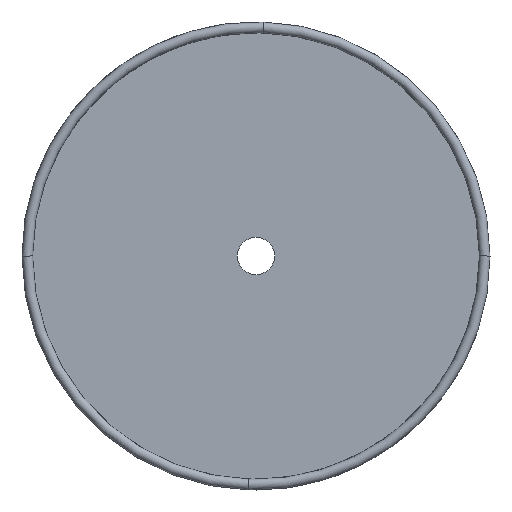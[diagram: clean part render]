
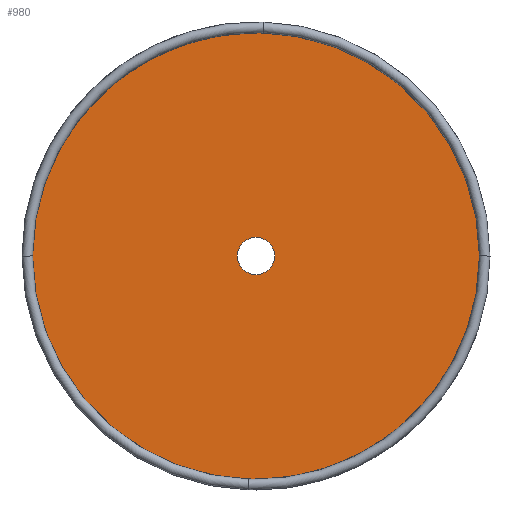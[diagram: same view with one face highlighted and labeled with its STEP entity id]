
A CAD part, front view. The second image highlights one B-rep face of the part: STEP entity #980.
In plain terms, the highlighted planar face has unit normal (0, -1, 0).
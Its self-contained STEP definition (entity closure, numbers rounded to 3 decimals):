
#688=CARTESIAN_POINT('POINT39',(33.338,19.05,0.));
#689=VERTEX_POINT('VERTEX39',#688);
#755=CARTESIAN_POINT('POINT42',(-33.338,19.05,0.));
#756=VERTEX_POINT('VERTEX42',#755);
#818=CARTESIAN_POINT('POS79',(0.,19.05,0.));
#819=DIRECTION('DIR147',(0.,1.,0.));
#820=DIRECTION('DIR148',(-1.,0.,0.));
#821=AXIS2_PLACEMENT_3D('AXIS69',#818,#819,#820);
#822=CIRCLE('ELLIPSE54',#821,33.338);
#823=EDGE_CURVE('EDGE77',#756,#689,#822,.T.);
#835=CARTESIAN_POINT('POS80',(0.,19.05,0.));
#836=DIRECTION('DIR149',(0.,1.,0.));
#837=DIRECTION('DIR150',(-1.,0.,0.));
#838=AXIS2_PLACEMENT_3D('AXIS70',#835,#836,#837);
#839=CIRCLE('ELLIPSE55',#838,33.338);
#840=EDGE_CURVE('EDGE78',#689,#756,#839,.T.);
#951=ORIENTED_EDGE('COEDGE161',*,*,#840,.F.);
#952=ORIENTED_EDGE('COEDGE162',*,*,#823,.F.);
#953=EDGE_LOOP('NONE',(#951,#952));
#954=FACE_BOUND('LOOP1',#953,.T.);
#955=CARTESIAN_POINT('POINT47',(-2.778,19.05,0.));
#956=VERTEX_POINT('VERTEX47',#955);
#957=CARTESIAN_POINT('POINT48',(2.778,19.05,0.));
#958=VERTEX_POINT('VERTEX48',#957);
#959=CARTESIAN_POINT('POS85',(0.,19.05,0.));
#960=DIRECTION('DIR159',(0.,-1.,0.));
#961=DIRECTION('DIR160',(1.,0.,0.));
#962=AXIS2_PLACEMENT_3D('AXIS75',#959,#960,#961);
#963=CIRCLE('ELLIPSE60',#962,2.778);
#964=EDGE_CURVE('EDGE83',#956,#958,#963,.T.);
#965=ORIENTED_EDGE('COEDGE163',*,*,#964,.F.);
#966=CARTESIAN_POINT('POS86',(0.,19.05,0.));
#967=DIRECTION('DIR161',(0.,-1.,0.));
#968=DIRECTION('DIR162',(1.,0.,0.));
#969=AXIS2_PLACEMENT_3D('AXIS76',#966,#967,#968);
#970=CIRCLE('ELLIPSE61',#969,2.778);
#971=EDGE_CURVE('EDGE84',#958,#956,#970,.T.);
#972=ORIENTED_EDGE('COEDGE164',*,*,#971,.F.);
#973=EDGE_LOOP('NONE',(#965,#972));
#974=FACE_BOUND('LOOP1',#973,.T.);
#975=CARTESIAN_POINT('POS87',(0.,19.05,0.));
#976=DIRECTION('DIR163',(0.,1.,0.));
#977=DIRECTION('DIR164',(1.,0.,0.));
#978=AXIS2_PLACEMENT_3D('AXIS77',#975,#976,#977);
#979=PLANE('PLANE3',#978);
#980=ADVANCED_FACE('FACE39',(#954,#974),#979,.F.);
